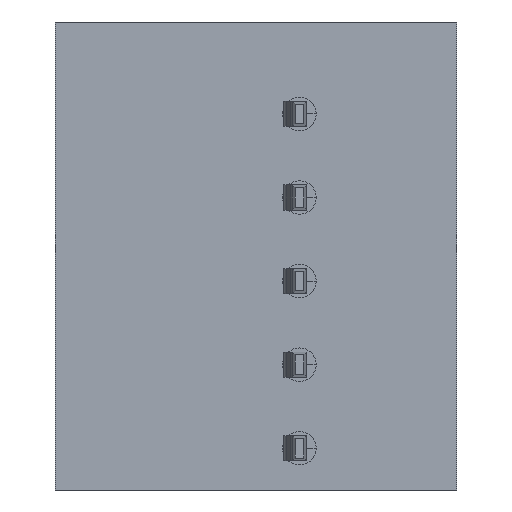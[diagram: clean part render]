
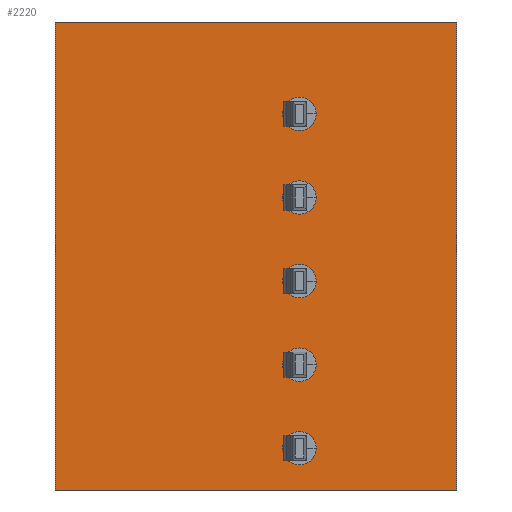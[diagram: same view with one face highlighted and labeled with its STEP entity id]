
A CAD part, front view. The second image highlights one B-rep face of the part: STEP entity #2220.
In plain terms, the highlighted planar face has unit normal (0, -1, 0).
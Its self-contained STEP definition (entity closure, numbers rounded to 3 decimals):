
#1080=CARTESIAN_POINT('',(11.7,0.,3.467));
#1090=DIRECTION('',(0.,-1.,0.));
#1100=DIRECTION('',(1.,0.,0.));
#1110=AXIS2_PLACEMENT_3D('',#1080,#1090,#1100);
#1120=PLANE('',#1110);
#1130=CARTESIAN_POINT('',(7.3,0.,-0.25));
#1140=DIRECTION('',(0.,-1.,0.));
#1150=DIRECTION('',(1.,0.,0.));
#1160=AXIS2_PLACEMENT_3D('',#1130,#1140,#1150);
#1170=CIRCLE('',#1160,0.5);
#1180=CARTESIAN_POINT('',(6.8,0.,-0.25));
#1190=VERTEX_POINT('',#1180);
#1200=CARTESIAN_POINT('',(7.8,0.,-0.25));
#1210=VERTEX_POINT('',#1200);
#1220=EDGE_CURVE('',#1190,#1210,#1170,.T.);
#1230=ORIENTED_EDGE('',*,*,#1220,.F.);
#1240=EDGE_CURVE('',#1210,#1190,#1170,.T.);
#1250=ORIENTED_EDGE('',*,*,#1240,.F.);
#1260=EDGE_LOOP('',(#1250,#1230));
#1270=FACE_BOUND('',#1260,.T.);
#1280=CARTESIAN_POINT('',(7.3,0.,4.75));
#1290=DIRECTION('',(0.,-1.,0.));
#1300=DIRECTION('',(1.,0.,0.));
#1310=AXIS2_PLACEMENT_3D('',#1280,#1290,#1300);
#1320=CIRCLE('',#1310,0.5);
#1330=CARTESIAN_POINT('',(6.8,0.,4.75));
#1340=VERTEX_POINT('',#1330);
#1350=CARTESIAN_POINT('',(7.8,0.,4.75));
#1360=VERTEX_POINT('',#1350);
#1370=EDGE_CURVE('',#1340,#1360,#1320,.T.);
#1380=ORIENTED_EDGE('',*,*,#1370,.F.);
#1390=EDGE_CURVE('',#1360,#1340,#1320,.T.);
#1400=ORIENTED_EDGE('',*,*,#1390,.F.);
#1410=EDGE_LOOP('',(#1400,#1380));
#1420=FACE_BOUND('',#1410,.T.);
#1430=CARTESIAN_POINT('',(7.3,0.,2.25));
#1440=DIRECTION('',(0.,-1.,0.));
#1450=DIRECTION('',(1.,0.,0.));
#1460=AXIS2_PLACEMENT_3D('',#1430,#1440,#1450);
#1470=CIRCLE('',#1460,0.5);
#1480=CARTESIAN_POINT('',(6.8,0.,2.25));
#1490=VERTEX_POINT('',#1480);
#1500=CARTESIAN_POINT('',(7.8,0.,2.25));
#1510=VERTEX_POINT('',#1500);
#1520=EDGE_CURVE('',#1490,#1510,#1470,.T.);
#1530=ORIENTED_EDGE('',*,*,#1520,.F.);
#1540=EDGE_CURVE('',#1510,#1490,#1470,.T.);
#1550=ORIENTED_EDGE('',*,*,#1540,.F.);
#1560=EDGE_LOOP('',(#1550,#1530));
#1570=FACE_BOUND('',#1560,.T.);
#1580=CARTESIAN_POINT('',(7.3,0.,-5.25));
#1590=DIRECTION('',(0.,-1.,0.));
#1600=DIRECTION('',(1.,0.,0.));
#1610=AXIS2_PLACEMENT_3D('',#1580,#1590,#1600);
#1620=CIRCLE('',#1610,0.5);
#1630=CARTESIAN_POINT('',(6.8,0.,-5.25));
#1640=VERTEX_POINT('',#1630);
#1650=CARTESIAN_POINT('',(7.8,0.,-5.25));
#1660=VERTEX_POINT('',#1650);
#1670=EDGE_CURVE('',#1640,#1660,#1620,.T.);
#1680=ORIENTED_EDGE('',*,*,#1670,.F.);
#1690=EDGE_CURVE('',#1660,#1640,#1620,.T.);
#1700=ORIENTED_EDGE('',*,*,#1690,.F.);
#1710=EDGE_LOOP('',(#1700,#1680));
#1720=FACE_BOUND('',#1710,.T.);
#1730=CARTESIAN_POINT('',(7.3,0.,-2.75));
#1740=DIRECTION('',(0.,-1.,0.));
#1750=DIRECTION('',(1.,0.,0.));
#1760=AXIS2_PLACEMENT_3D('',#1730,#1740,#1750);
#1770=CIRCLE('',#1760,0.5);
#1780=CARTESIAN_POINT('',(6.8,0.,-2.75));
#1790=VERTEX_POINT('',#1780);
#1800=CARTESIAN_POINT('',(7.8,0.,-2.75));
#1810=VERTEX_POINT('',#1800);
#1820=EDGE_CURVE('',#1790,#1810,#1770,.T.);
#1830=ORIENTED_EDGE('',*,*,#1820,.F.);
#1840=EDGE_CURVE('',#1810,#1790,#1770,.T.);
#1850=ORIENTED_EDGE('',*,*,#1840,.F.);
#1860=EDGE_LOOP('',(#1850,#1830));
#1870=FACE_BOUND('',#1860,.T.);
#1880=CARTESIAN_POINT('',(0.,0.,-6.5));
#1890=DIRECTION('',(1.,0.,0.));
#1900=VECTOR('',#1890,1.);
#1910=LINE('',#1880,#1900);
#1920=CARTESIAN_POINT('',(0.,0.,-6.5));
#1930=VERTEX_POINT('',#1920);
#1940=CARTESIAN_POINT('',(12.,0.,-6.5));
#1950=VERTEX_POINT('',#1940);
#1960=EDGE_CURVE('',#1930,#1950,#1910,.T.);
#1970=ORIENTED_EDGE('',*,*,#1960,.T.);
#1980=CARTESIAN_POINT('',(0.,0.,-5.43));
#1990=DIRECTION('',(0.,0.,-1.));
#2000=VECTOR('',#1990,1.);
#2010=LINE('',#1980,#2000);
#2020=CARTESIAN_POINT('',(0.,0.,7.5));
#2030=VERTEX_POINT('',#2020);
#2040=EDGE_CURVE('',#2030,#1930,#2010,.T.);
#2050=ORIENTED_EDGE('',*,*,#2040,.T.);
#2060=CARTESIAN_POINT('',(0.,0.,7.5));
#2070=DIRECTION('',(-1.,0.,0.));
#2080=VECTOR('',#2070,1.);
#2090=LINE('',#2060,#2080);
#2100=CARTESIAN_POINT('',(12.,0.,7.5));
#2110=VERTEX_POINT('',#2100);
#2120=EDGE_CURVE('',#2110,#2030,#2090,.T.);
#2130=ORIENTED_EDGE('',*,*,#2120,.T.);
#2140=CARTESIAN_POINT('',(12.,0.,2.07));
#2150=DIRECTION('',(0.,0.,1.));
#2160=VECTOR('',#2150,1.);
#2170=LINE('',#2140,#2160);
#2180=EDGE_CURVE('',#1950,#2110,#2170,.T.);
#2190=ORIENTED_EDGE('',*,*,#2180,.T.);
#2200=EDGE_LOOP('',(#2190,#2130,#2050,#1970));
#2210=FACE_OUTER_BOUND('',#2200,.T.);
#2220=ADVANCED_FACE('',(#1270,#1420,#1570,#1720,#1870,#2210),#1120,.T.);
